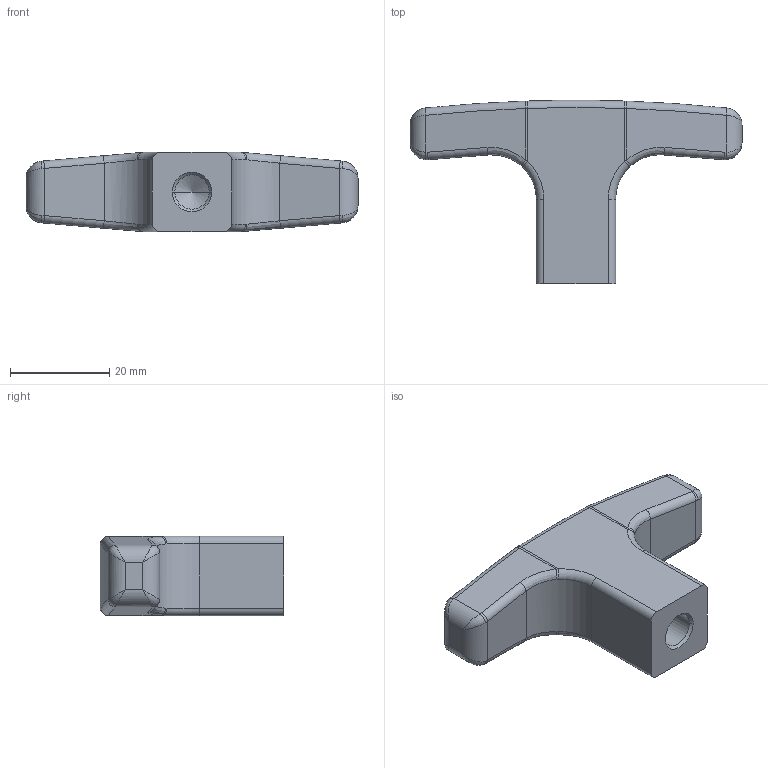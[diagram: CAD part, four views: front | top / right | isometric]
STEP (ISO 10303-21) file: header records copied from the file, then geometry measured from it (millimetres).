
FILE_DESCRIPTION(('STEP AP214'),'1');
FILE_NAME(' ',' ',('TraceParts'),('TraceParts S.A.'),'XStep 1.0',' ',' ');
FILE_SCHEMA(('automotive_design'));
Length unit declared in the file: millimetre
Products named in the file (1): 1
Bounding box: 67 x 36.98 x 16 mm (x, y, z)
Volume: 16485.8 mm3; surface area: 5375.2 mm2
Topology: 1 solids, 1 shells, 85 faces, 200 edges, 109 vertices
Faces by surface type: bspline 32, cylinder 27, plane 14, cone 6, torus 6
Entity records: 9491 total; most frequent: CARTESIAN_POINT 5641, STYLED_ITEM 384, PRESENTATION_STYLE_ASSIGNMENT 384, COLOUR_RGB 384, ORIENTED_EDGE 380, DIRECTION 302, EDGE_CURVE 190, CURVE_STYLE 190
